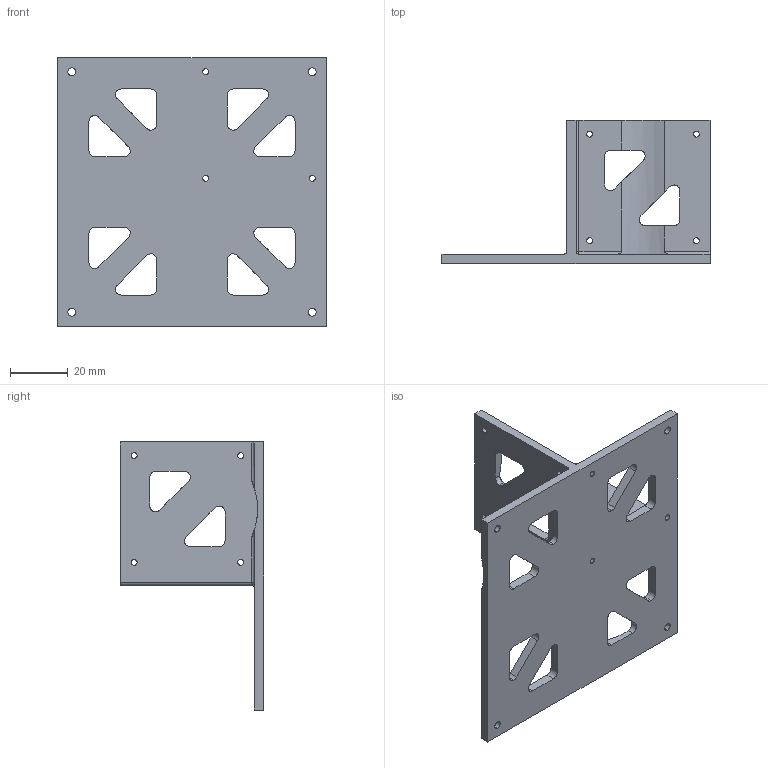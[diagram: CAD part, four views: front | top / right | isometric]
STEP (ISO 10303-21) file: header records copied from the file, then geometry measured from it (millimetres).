
FILE_DESCRIPTION (( 'STEP AP214' ), '1' );
FILE_NAME ('MSG_Controls_RWcontainer_.STEP', '2021-01-20T00:07:03', ( '' ), ( '' ), 'SwSTEP 2.0', 'SolidWorks 2020', '' );
FILE_SCHEMA (( 'AUTOMOTIVE_DESIGN' ));
Length unit declared in the file: millimetre
Products named in the file (1): MSG_Controls_RWcontainer_
Bounding box: 92.5 x 49.42 x 92.5 mm (x, y, z)
Volume: 34386 mm3; surface area: 26024.7 mm2
Topology: 1 solids, 1 shells, 140 faces, 434 edges, 287 vertices
Faces by surface type: cylinder 86, plane 52, sphere 1, torus 1
Entity records: 5238 total; most frequent: CARTESIAN_POINT 1140, ORIENTED_EDGE 866, DIRECTION 850, EDGE_CURVE 433, AXIS2_PLACEMENT_3D 303, VERTEX_POINT 287, VECTOR 244, LINE 244
